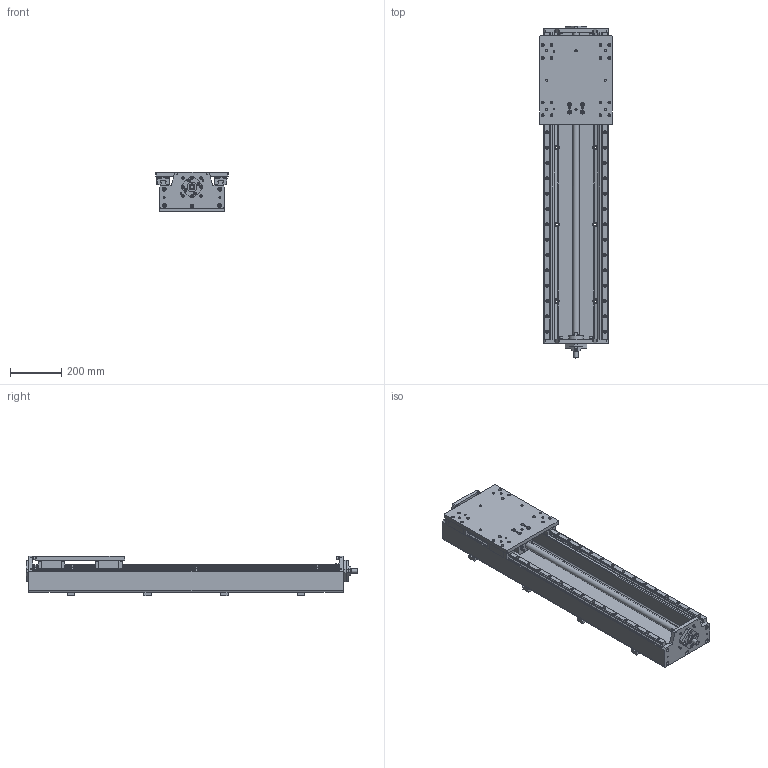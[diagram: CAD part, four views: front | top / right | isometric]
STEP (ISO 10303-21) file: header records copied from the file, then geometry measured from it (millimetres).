
FILE_DESCRIPTION((''),'2;1');
FILE_NAME('KK-HD-285-25-25XX-1200.stp','2009-03-22T19:52:25',('kurt'),(''),'Autodesk Inventor 2008','Autodesk Inventor 2008','');
FILE_SCHEMA(('AUTOMOTIVE_DESIGN { 1 0 10303 214 1 1 1 1 }'));
Length unit declared in the file: millimetre
Products named in the file (1): Part185
Bounding box: 285 x 1299 x 155 mm (x, y, z)
Volume: 17019003.8 mm3; surface area: 1748865.3 mm2
Topology: 23 solids, 23 shells, 2450 faces, 6510 edges, 4280 vertices
Faces by surface type: plane 1558, cylinder 497, bspline 247, cone 132, torus 16
Full cylindrical faces by diameter (mm): 2.459 x4, 3 x4, 3.5 x4, 3.6 x1, 4 x1, 4.917 x55, 5.5 x4, 6 x30, 6.6 x30, 6.647 x14, 7 x40, 8 x4, 8.376 x8, 9 x18, 10 x4, 10.106 x8, 11 x68, 15 x18, 17 x1, 18 x8, 19 x1, 20 x4, 23 x1, 25 x3, 26 x1, 28.64 x4, 29.082 x2, 37 x2, 38 x1, 38.36 x4
Entity records: 80329 total; most frequent: CARTESIAN_POINT 19933, ORIENTED_EDGE 11804, DIRECTION 10912, EDGE_CURVE 5902, VECTOR 4220, LINE 4220, VERTEX_POINT 4144, AXIS2_PLACEMENT_3D 3346
